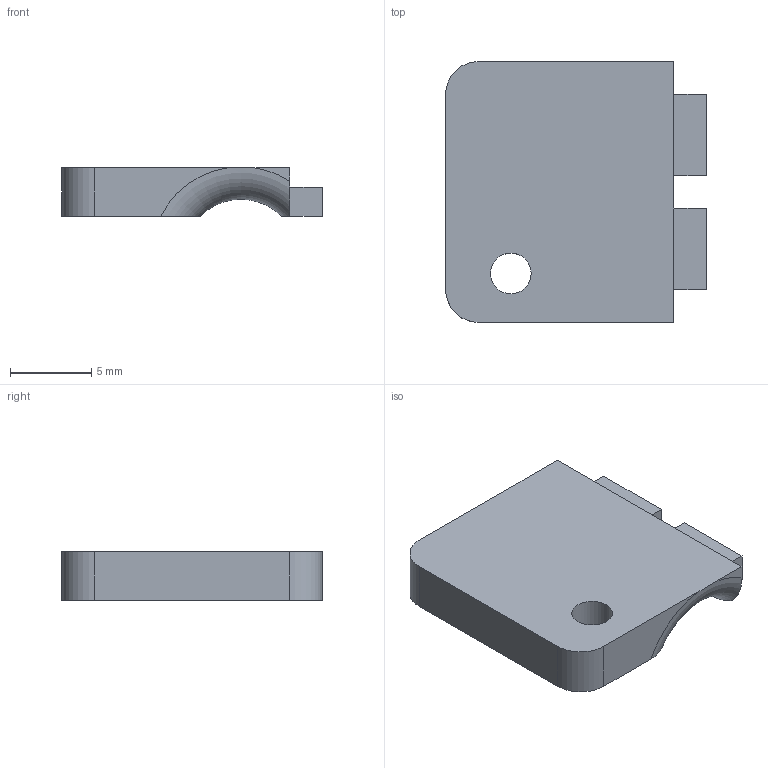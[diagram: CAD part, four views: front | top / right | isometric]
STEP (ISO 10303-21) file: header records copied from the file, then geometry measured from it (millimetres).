
FILE_DESCRIPTION(/* description */ (''),/* implementation_level */ '2;1');
FILE_NAME(/* name */ 'dragon_neck_ethernet_guide_top.step',/* time_stamp */ '2023-03-18T10:42:36-07:00',/* author */ (''),/* organization */ (''),/* preprocessor_version */ 'ST-DEVELOPER v19.2',/* originating_system */ 'Autodesk Translation Framework v11.17.0.187',/* authorisation */ '');
FILE_SCHEMA (('AUTOMOTIVE_DESIGN { 1 0 10303 214 3 1 1 }'));
Length unit declared in the file: millimetre
Products named in the file (1): dragon_neck_ethernet_guide_top
Bounding box: 16 x 16 x 3 mm (x, y, z)
Volume: 618.6 mm3; surface area: 676.9 mm2
Topology: 1 solids, 1 shells, 23 faces, 63 edges, 42 vertices
Faces by surface type: plane 17, cylinder 4, torus 2
Full cylindrical faces by diameter (mm): 2.5 x1
Entity records: 819 total; most frequent: CARTESIAN_POINT 191, ORIENTED_EDGE 126, DIRECTION 115, EDGE_CURVE 63, LINE 43, VECTOR 43, VERTEX_POINT 42, AXIS2_PLACEMENT_3D 36
